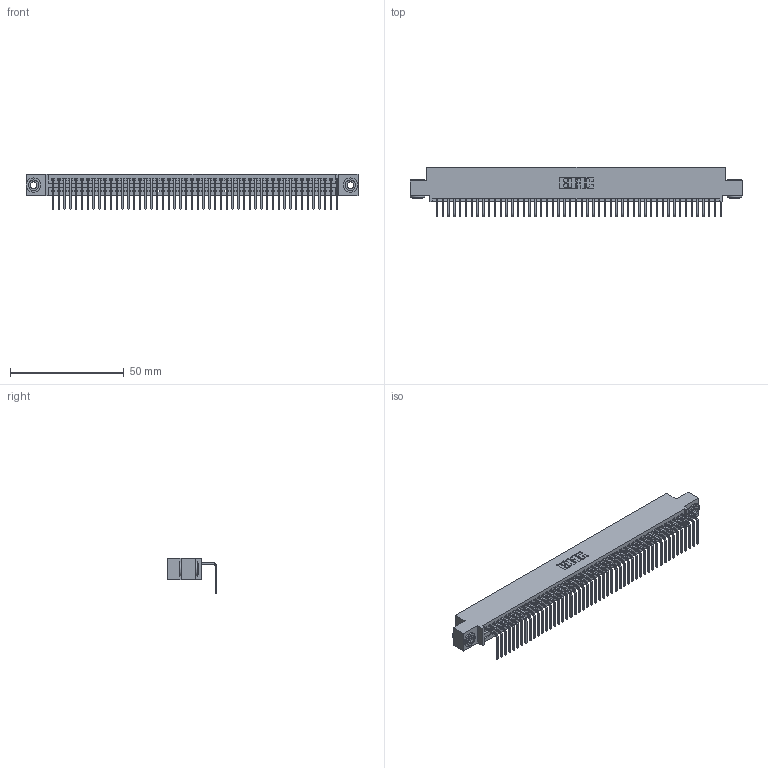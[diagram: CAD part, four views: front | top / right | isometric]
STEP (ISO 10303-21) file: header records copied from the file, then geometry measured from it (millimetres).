
FILE_DESCRIPTION (( 'STEP AP203' ), '1' );
FILE_NAME ('345-050-558-403.STEP', '2019-10-10T18:20:02', ( '' ), ( '' ), 'SwSTEP 2.0', 'SolidWorks 2016', '' );
FILE_SCHEMA (( 'CONFIG_CONTROL_DESIGN' ));
Length unit declared in the file: inch
Products named in the file (4): 345-050-558-403; 345 Part_0.110 Offset - 0.156 Dia-TH; 345-292-001_558 Tail - 2; 345-250-002_345-250-002-102
Assembly tree (53 placements, depth 2):
  345-050-558-403
    345 Part_0.110 Offset - 0.156 Dia-TH
    345-292-001_558 Tail - 2  x50
    345-250-002_345-250-002-102  x2
Bounding box: 145.67 x 21.83 x 15.37 mm (x, y, z)
Volume: 14017.2 mm3; surface area: 20058.8 mm2
Topology: 53 solids, 53 shells, 3152 faces, 9475 edges, 6246 vertices
Faces by surface type: plane 2180, cylinder 964, cone 8
Entity records: 36834 total; most frequent: CARTESIAN_POINT 6355, ORIENTED_EDGE 6330, DIRECTION 5571, EDGE_CURVE 3165, LINE 2813, VECTOR 2813, VERTEX_POINT 2106, AXIS2_PLACEMENT_3D 1379
